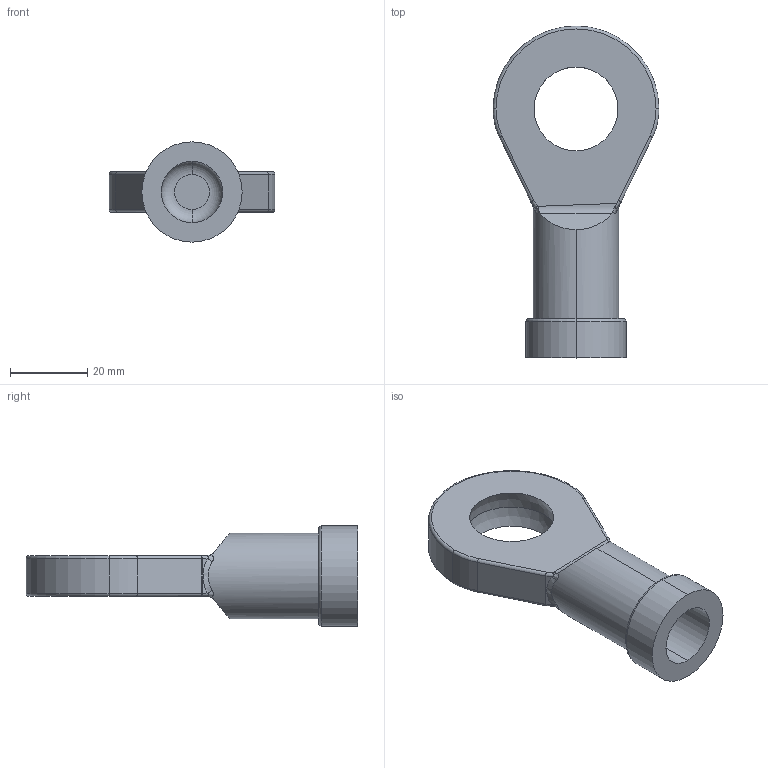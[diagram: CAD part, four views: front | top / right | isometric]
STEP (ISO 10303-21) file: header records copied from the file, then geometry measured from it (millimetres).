
FILE_DESCRIPTION (( 'STEP AP214' ), '1' );
FILE_NAME ('igubal_SphericalRodEnd_RodEnd.step', '2019-01-04T16:05:06', ( '' ), ( '' ), 'SwSTEP 2.0', 'SolidWorks 2018', '' );
FILE_SCHEMA (( 'AUTOMOTIVE_DESIGN' ));
Length unit declared in the file: inch
Products named in the file (1): igubal_SphericalRodEnd_RodEnd
Bounding box: 43 x 86 x 25.98 mm (x, y, z)
Volume: 21880.5 mm3; surface area: 9498.4 mm2
Topology: 1 solids, 1 shells, 56 faces, 125 edges, 73 vertices
Faces by surface type: cylinder 21, plane 11, torus 10, bspline 8, sphere 6
Entity records: 2010 total; most frequent: CARTESIAN_POINT 789, DIRECTION 254, ORIENTED_EDGE 244, EDGE_CURVE 122, AXIS2_PLACEMENT_3D 111, VERTEX_POINT 72, EDGE_LOOP 62, CIRCLE 62
